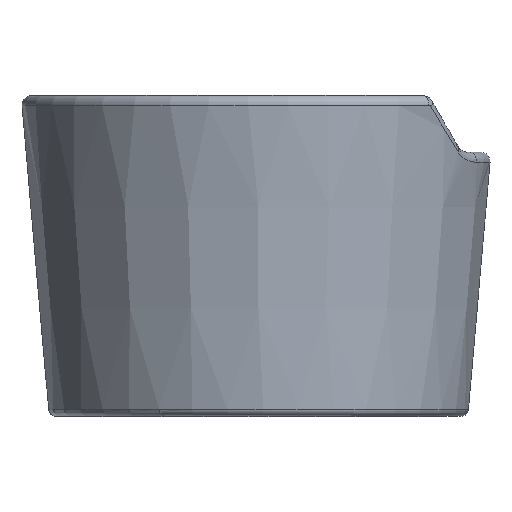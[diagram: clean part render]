
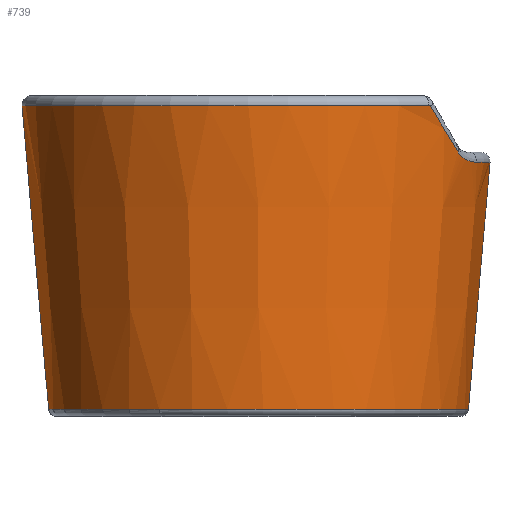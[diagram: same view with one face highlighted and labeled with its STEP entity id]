
A CAD part, top view. The second image highlights one B-rep face of the part: STEP entity #739.
In plain terms, the highlighted conical face has half-angle 5 degrees and reference radius 29.587 mm.
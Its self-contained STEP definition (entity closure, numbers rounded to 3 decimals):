
#66=CARTESIAN_POINT('',(-27.799,0.913,1.25));
#160=CARTESIAN_POINT('',(0.,0.913,0.));
#161=DIRECTION('',(0.,-1.,0.));
#162=DIRECTION('',(1.,0.,0.));
#163=AXIS2_PLACEMENT_3D('',#160,#161,#162);
#165=CARTESIAN_POINT('',(-27.799,0.913,1.25));
#166=CARTESIAN_POINT('',(-27.829,1.255,1.25));
#167=CARTESIAN_POINT('',(-27.889,1.941,1.25));
#168=CARTESIAN_POINT('',(-27.979,2.97,1.25));
#169=CARTESIAN_POINT('',(-28.039,3.657,1.25));
#170=CARTESIAN_POINT('',(-28.069,4.,1.25));
#172=CARTESIAN_POINT('',(0.,4.,0.));
#173=DIRECTION('',(0.,-1.,0.));
#174=DIRECTION('',(-0.999,0.,0.044));
#175=AXIS2_PLACEMENT_3D('',#172,#173,#174);
#177=DIRECTION('',(0.087,-0.996,0.));
#178=VECTOR('',#177,37.283);
#179=CARTESIAN_POINT('',(-31.346,41.141,
0.));
#180=LINE('',#179,#178);
#181=CARTESIAN_POINT('',(0.,41.141,0.));
#182=DIRECTION('',(0.,-1.,0.));
#183=DIRECTION('',(0.721,0.,0.693));
#184=AXIS2_PLACEMENT_3D('',#181,#182,#183);
#186=CARTESIAN_POINT('',(22.828,41.016,21.467));
#187=CARTESIAN_POINT('',(22.82,41.029,21.476));
#188=CARTESIAN_POINT('',(22.802,41.053,21.498));
#189=CARTESIAN_POINT('',(22.77,41.084,21.536));
#190=CARTESIAN_POINT('',(22.733,41.109,21.579));
#191=CARTESIAN_POINT('',(22.691,41.127,21.625));
#192=CARTESIAN_POINT('',(22.647,41.139,21.673));
#193=CARTESIAN_POINT('',(22.618,41.141,21.703));
#194=CARTESIAN_POINT('',(22.602,41.141,21.719));
#196=CARTESIAN_POINT('',(26.454,35.016,15.795));
#197=CARTESIAN_POINT('',(26.414,35.081,15.873));
#198=CARTESIAN_POINT('',(26.335,35.213,16.027));
#199=CARTESIAN_POINT('',(26.216,35.409,16.253));
#200=CARTESIAN_POINT('',(26.097,35.605,16.475));
#201=CARTESIAN_POINT('',(25.979,35.801,16.693));
#202=CARTESIAN_POINT('',(25.86,35.997,16.907));
#203=CARTESIAN_POINT('',(25.742,36.192,17.117));
#204=CARTESIAN_POINT('',(25.624,36.387,17.324));
#205=CARTESIAN_POINT('',(25.506,36.582,17.527));
#206=CARTESIAN_POINT('',(25.389,36.777,17.727));
#207=CARTESIAN_POINT('',(25.271,36.972,17.924));
#208=CARTESIAN_POINT('',(25.153,37.167,18.118));
#209=CARTESIAN_POINT('',(25.036,37.361,18.309));
#210=CARTESIAN_POINT('',(24.919,37.555,18.496));
#211=CARTESIAN_POINT('',(24.802,37.748,18.681));
#212=CARTESIAN_POINT('',(24.685,37.942,18.863));
#213=CARTESIAN_POINT('',(24.568,38.135,19.042));
#214=CARTESIAN_POINT('',(24.451,38.328,19.22));
#215=CARTESIAN_POINT('',(24.334,38.521,19.394));
#216=CARTESIAN_POINT('',(24.218,38.714,19.566));
#217=CARTESIAN_POINT('',(24.101,38.907,19.736));
#218=CARTESIAN_POINT('',(23.985,39.099,19.904));
#219=CARTESIAN_POINT('',(23.869,39.292,20.069));
#220=CARTESIAN_POINT('',(23.753,39.484,20.232));
#221=CARTESIAN_POINT('',(23.637,39.676,20.393));
#222=CARTESIAN_POINT('',(23.521,39.867,20.552));
#223=CARTESIAN_POINT('',(23.406,40.059,20.709));
#224=CARTESIAN_POINT('',(23.29,40.251,20.864));
#225=CARTESIAN_POINT('',(23.174,40.442,21.018));
#226=CARTESIAN_POINT('',(23.058,40.634,21.169));
#227=CARTESIAN_POINT('',(22.943,40.825,21.319));
#228=CARTESIAN_POINT('',(22.866,40.952,21.418));
#229=CARTESIAN_POINT('',(22.828,41.016,21.467));
#231=CARTESIAN_POINT('',(28.94,33.641,10.216));
#232=CARTESIAN_POINT('',(28.852,33.641,10.465));
#233=CARTESIAN_POINT('',(28.664,33.649,10.979));
#234=CARTESIAN_POINT('',(28.344,33.694,11.792));
#235=CARTESIAN_POINT('',(27.978,33.79,12.66));
#236=CARTESIAN_POINT('',(27.552,33.969,13.599));
#237=CARTESIAN_POINT('',(27.114,34.249,14.501));
#238=CARTESIAN_POINT('',(26.731,34.611,15.255));
#239=CARTESIAN_POINT('',(26.537,34.878,15.632));
#240=CARTESIAN_POINT('',(26.454,35.016,15.795));
#242=CARTESIAN_POINT('',(0.,33.641,0.));
#243=DIRECTION('',(0.,-1.,0.));
#244=DIRECTION('',(1.,0.,0.));
#245=AXIS2_PLACEMENT_3D('',#242,#243,#244);
#247=DIRECTION('',(-0.087,-0.996,0.));
#248=VECTOR('',#247,32.853);
#249=CARTESIAN_POINT('',(30.69,33.641,
0.));
#250=LINE('',#249,#248);
#490=CARTESIAN_POINT('',(-28.069,4.,1.25));
#492=VERTEX_POINT('',#490);
#503=CARTESIAN_POINT('',(-28.097,4.,0.));
#504=VERTEX_POINT('',#503);
#511=CARTESIAN_POINT('',(-31.346,41.141,
0.));
#512=VERTEX_POINT('',#511);
#515=VERTEX_POINT('',#196);
#516=VERTEX_POINT('',#229);
#518=VERTEX_POINT('',#194);
#522=CARTESIAN_POINT('',(30.69,33.641,0.));
#524=VERTEX_POINT('',#522);
#531=CARTESIAN_POINT('',(28.94,33.641,10.215));
#532=VERTEX_POINT('',#531);
#538=VERTEX_POINT('',#66);
#539=CARTESIAN_POINT('',(27.827,0.913,0.));
#540=VERTEX_POINT('',#539);
#716=CARTESIAN_POINT('',(0.,21.027,0.));
#717=DIRECTION('',(0.,1.,0.));
#718=DIRECTION('',(1.,0.,0.));
#719=AXIS2_PLACEMENT_3D('',#716,#717,#718);
#720=CONICAL_SURFACE('',#719,29.587,5.);
#721=ORIENTED_EDGE('',*,*,#631,.T.);
#722=ORIENTED_EDGE('',*,*,#654,.T.);
#724=ORIENTED_EDGE('',*,*,#723,.T.);
#725=ORIENTED_EDGE('',*,*,#708,.F.);
#727=ORIENTED_EDGE('',*,*,#726,.F.);
#729=ORIENTED_EDGE('',*,*,#728,.F.);
#731=ORIENTED_EDGE('',*,*,#730,.F.);
#733=ORIENTED_EDGE('',*,*,#732,.F.);
#735=ORIENTED_EDGE('',*,*,#734,.F.);
#736=ORIENTED_EDGE('',*,*,#696,.T.);
#737=EDGE_LOOP('',(#721,#722,#724,#725,#727,#729,#731,#733,#735,#736));
#738=FACE_OUTER_BOUND('',#737,.F.);
#739=ADVANCED_FACE('',(#738),#720,.T.);
#164=CIRCLE('',#163,27.827);
#171=B_SPLINE_CURVE_WITH_KNOTS('',3,(#165,#166,#167,#168,#169,#170),
.UNSPECIFIED.,.F.,.F.,(4,1,1,4),(0.,0.333,0.667,1.),
.UNSPECIFIED.);
#176=CIRCLE('',#175,28.097);
#185=CIRCLE('',#184,31.346);
#195=B_SPLINE_CURVE_WITH_KNOTS('',3,(#186,#187,#188,#189,#190,#191,#192,#193,
#194),.UNSPECIFIED.,.F.,.F.,(4,1,1,1,1,1,4),(0.,0.167,
0.333,0.5,0.667,0.833,1.),
.UNSPECIFIED.);
#230=B_SPLINE_CURVE_WITH_KNOTS('',3,(#196,#197,#198,#199,#200,#201,#202,#203,
#204,#205,#206,#207,#208,#209,#210,#211,#212,#213,#214,#215,#216,#217,#218,#219,
#220,#221,#222,#223,#224,#225,#226,#227,#228,#229),.UNSPECIFIED.,.F.,.F.,(4,1,1,
1,1,1,1,1,1,1,1,1,1,1,1,1,1,1,1,1,1,1,1,1,1,1,1,1,1,1,1,4),(0.,
0.032,0.065,0.097,0.129,
0.161,0.194,0.226,0.258,
0.29,0.323,0.355,0.387,
0.419,0.452,0.484,0.516,
0.548,0.581,0.613,0.645,
0.677,0.71,0.742,0.774,
0.806,0.839,0.871,0.903,
0.935,0.968,1.),.UNSPECIFIED.);
#241=B_SPLINE_CURVE_WITH_KNOTS('',3,(#231,#232,#233,#234,#235,#236,#237,#238,
#239,#240),.UNSPECIFIED.,.F.,.F.,(4,1,1,1,1,1,1,4),(0.,0.143,
0.286,0.429,0.571,0.714,
0.857,1.),.UNSPECIFIED.);
#246=CIRCLE('',#245,30.69);
#631=EDGE_CURVE('',#540,#538,#164,.T.);
#654=EDGE_CURVE('',#538,#492,#171,.T.);
#696=EDGE_CURVE('',#524,#540,#250,.T.);
#708=EDGE_CURVE('',#512,#504,#180,.T.);
#723=EDGE_CURVE('',#492,#504,#176,.T.);
#726=EDGE_CURVE('',#518,#512,#185,.T.);
#728=EDGE_CURVE('',#516,#518,#195,.T.);
#730=EDGE_CURVE('',#515,#516,#230,.T.);
#732=EDGE_CURVE('',#532,#515,#241,.T.);
#734=EDGE_CURVE('',#524,#532,#246,.T.);
